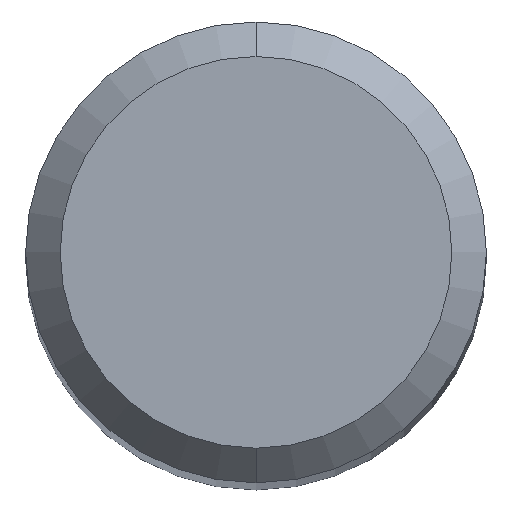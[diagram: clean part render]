
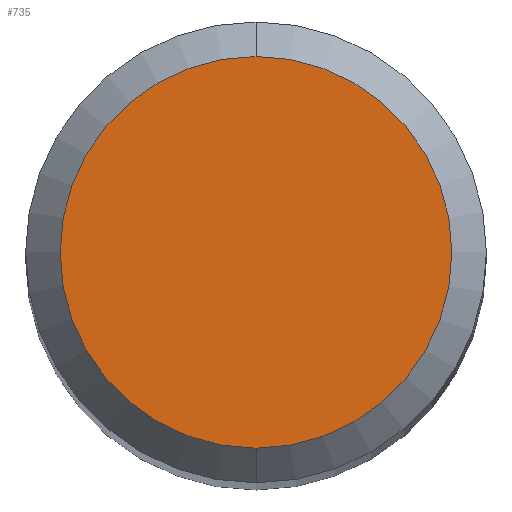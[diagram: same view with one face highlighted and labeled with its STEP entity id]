
A CAD part, top view. The second image highlights one B-rep face of the part: STEP entity #735.
In plain terms, the highlighted planar face has unit normal (0, 0, 1).
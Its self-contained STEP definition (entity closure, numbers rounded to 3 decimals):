
#427=EDGE_CURVE('',#553,#697,#1102,.T.);
#553=VERTEX_POINT('',#1239);
#697=VERTEX_POINT('',#1400);
#735=ADVANCED_FACE('',(#1441),#1442,.T.);
#853=EDGE_CURVE('',#697,#553,#1570,.T.);
#1102=CIRCLE('',#1992,1.7);
#1239=CARTESIAN_POINT('',(0.,-1.7,0.0));
#1400=CARTESIAN_POINT('',(0.0,1.7,0.0));
#1441=FACE_OUTER_BOUND('',#2985,.T.);
#1442=PLANE('',#2986);
#1570=CIRCLE('',#3233,1.7);
#1992=AXIS2_PLACEMENT_3D('',#3771,#3772,#3773);
#2985=EDGE_LOOP('',(#4202,#4203));
#2986=AXIS2_PLACEMENT_3D('',#4204,#4205,#4206);
#3233=AXIS2_PLACEMENT_3D('',#4363,#4364,#4365);
#3771=CARTESIAN_POINT('',(0.0,0.0,0.0));
#3772=DIRECTION('',(0.0,0.0,-1.0));
#3773=DIRECTION('',(0.0,1.0,0.0));
#4202=ORIENTED_EDGE('',*,*,#853,.F.);
#4203=ORIENTED_EDGE('',*,*,#427,.F.);
#4204=CARTESIAN_POINT('',(0.0,0.85,0.0));
#4205=DIRECTION('',(-0.0,0.0,1.0));
#4206=DIRECTION('',(0.0,-1.0,0.0));
#4363=CARTESIAN_POINT('',(0.0,0.0,0.0));
#4364=DIRECTION('',(0.0,0.0,-1.0));
#4365=DIRECTION('',(0.0,1.0,0.0));
